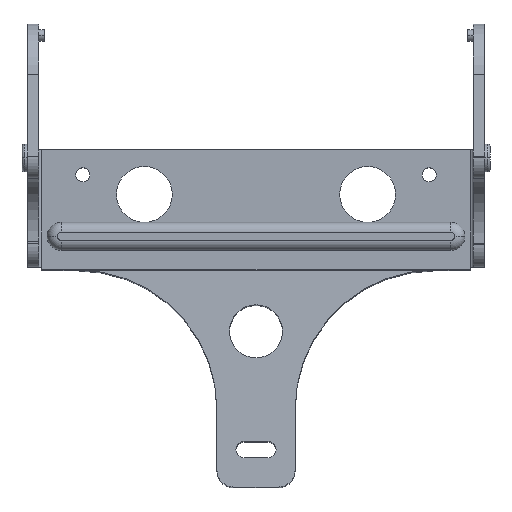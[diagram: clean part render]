
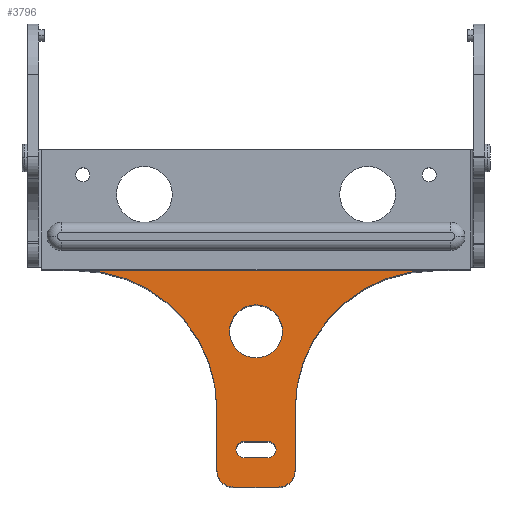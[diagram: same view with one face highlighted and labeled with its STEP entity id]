
A CAD part, top view. The second image highlights one B-rep face of the part: STEP entity #3796.
In plain terms, the highlighted planar face has unit normal (0, 0.077, 0.997).
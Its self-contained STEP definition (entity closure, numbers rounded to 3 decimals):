
#4 = DIRECTION ( 'NONE',  ( 0., 0.077, 0.997 ) ) ;
#7 = VERTEX_POINT ( 'NONE', #3742 ) ;
#18 = ORIENTED_EDGE ( 'NONE', *, *, #1137, .F. ) ;
#37 = EDGE_CURVE ( 'NONE', #2245, #1113, #2110, .T. ) ;
#223 = CARTESIAN_POINT ( 'NONE',  ( -4., -36.394, 4.762 ) ) ;
#233 = CARTESIAN_POINT ( 'NONE',  ( -32., -25.445, 3.919 ) ) ;
#249 = LINE ( 'NONE', #3241, #616 ) ;
#250 = LINE ( 'NONE', #1133, #1461 ) ;
#260 = VECTOR ( 'NONE', #1301, 1000. ) ;
#264 = VERTEX_POINT ( 'NONE', #875 ) ;
#330 = CARTESIAN_POINT ( 'NONE',  ( -2.1, -31.179, 4.361 ) ) ;
#333 = CARTESIAN_POINT ( 'NONE',  ( -38.4, -0.519, 2.001 ) ) ;
#343 = EDGE_CURVE ( 'NONE', #1113, #2245, #2113, .T. ) ;
#368 = VERTEX_POINT ( 'NONE', #3718 ) ;
#393 = VERTEX_POINT ( 'NONE', #3094 ) ;
#514 = CIRCLE ( 'NONE', #1649, 25. ) ;
#534 = CARTESIAN_POINT ( 'NONE',  ( -2.1, -32.674, 4.476 ) ) ;
#571 = DIRECTION ( 'NONE',  ( 1., 0., 0. ) ) ;
#616 = VECTOR ( 'NONE', #3910, 1000. ) ;
#688 = LINE ( 'NONE', #333, #260 ) ;
#700 = CARTESIAN_POINT ( 'NONE',  ( -7., -25.445, 3.919 ) ) ;
#724 = CARTESIAN_POINT ( 'NONE',  ( 0., -11.487, 2.845 ) ) ;
#727 = AXIS2_PLACEMENT_3D ( 'NONE', #1508, #4, #3577 ) ;
#758 = EDGE_CURVE ( 'NONE', #1340, #7, #3562, .T. ) ;
#826 = AXIS2_PLACEMENT_3D ( 'NONE', #1615, #3501, #3804 ) ;
#875 = CARTESIAN_POINT ( 'NONE',  ( 2.1, -34.17, 4.591 ) ) ;
#886 = ORIENTED_EDGE ( 'NONE', *, *, #3897, .T. ) ;
#888 = CARTESIAN_POINT ( 'NONE',  ( 7., -25.445, 3.919 ) ) ;
#903 = CIRCLE ( 'NONE', #2781, 1.5 ) ;
#933 = VERTEX_POINT ( 'NONE', #3767 ) ;
#962 = CIRCLE ( 'NONE', #3179, 25. ) ;
#1092 = EDGE_CURVE ( 'NONE', #1874, #3704, #514, .T. ) ;
#1113 = VERTEX_POINT ( 'NONE', #3264 ) ;
#1115 = VERTEX_POINT ( 'NONE', #2363 ) ;
#1130 = VERTEX_POINT ( 'NONE', #888 ) ;
#1133 = CARTESIAN_POINT ( 'NONE',  ( 7., -45.062, 5.429 ) ) ;
#1137 = EDGE_CURVE ( 'NONE', #1130, #393, #250, .T. ) ;
#1138 = DIRECTION ( 'NONE',  ( 0., 0.077, 0.997 ) ) ;
#1167 = DIRECTION ( 'NONE',  ( 0., 0.997, -0.077 ) ) ;
#1178 = CARTESIAN_POINT ( 'NONE',  ( 2.1, -34.17, 4.591 ) ) ;
#1200 = EDGE_CURVE ( 'NONE', #7, #264, #2675, .T. ) ;
#1286 = VERTEX_POINT ( 'NONE', #3386 ) ;
#1290 = EDGE_CURVE ( 'NONE', #3704, #1115, #688, .T. ) ;
#1291 = ORIENTED_EDGE ( 'NONE', *, *, #2327, .F. ) ;
#1301 = DIRECTION ( 'NONE',  ( 1., 0., 0. ) ) ;
#1340 = VERTEX_POINT ( 'NONE', #1517 ) ;
#1360 = CIRCLE ( 'NONE', #1487, 3. ) ;
#1383 = ORIENTED_EDGE ( 'NONE', *, *, #1409, .F. ) ;
#1398 = DIRECTION ( 'NONE',  ( 0., -0.997, 0.077 ) ) ;
#1409 = EDGE_CURVE ( 'NONE', #1286, #3100, #3747, .T. ) ;
#1461 = VECTOR ( 'NONE', #2655, 1000. ) ;
#1479 = DIRECTION ( 'NONE',  ( 0., 0.077, 0.997 ) ) ;
#1487 = AXIS2_PLACEMENT_3D ( 'NONE', #223, #3275, #2061 ) ;
#1489 = EDGE_LOOP ( 'NONE', ( #2372, #2040, #1383, #2106, #3513 ) ) ;
#1508 = CARTESIAN_POINT ( 'NONE',  ( 0., -11.487, 2.845 ) ) ;
#1511 = EDGE_LOOP ( 'NONE', ( #1852, #2835 ) ) ;
#1517 = CARTESIAN_POINT ( 'NONE',  ( -2.1, -31.179, 4.361 ) ) ;
#1534 = DIRECTION ( 'NONE',  ( -1., 0., 0. ) ) ;
#1544 = AXIS2_PLACEMENT_3D ( 'NONE', #724, #2220, #3441 ) ;
#1548 = VECTOR ( 'NONE', #1534, 1000. ) ;
#1571 = DIRECTION ( 'NONE',  ( 0., -0.997, 0.077 ) ) ;
#1615 = CARTESIAN_POINT ( 'NONE',  ( 2.1, -32.674, 4.476 ) ) ;
#1649 = AXIS2_PLACEMENT_3D ( 'NONE', #233, #3929, #571 ) ;
#1698 = EDGE_CURVE ( 'NONE', #264, #1286, #903, .T. ) ;
#1723 = ORIENTED_EDGE ( 'NONE', *, *, #1290, .F. ) ;
#1743 = AXIS2_PLACEMENT_3D ( 'NONE', #2596, #2141, #1398 ) ;
#1769 = FACE_BOUND ( 'NONE', #1511, .T. ) ;
#1785 = ORIENTED_EDGE ( 'NONE', *, *, #3775, .F. ) ;
#1846 = AXIS2_PLACEMENT_3D ( 'NONE', #534, #1138, #2345 ) ;
#1852 = ORIENTED_EDGE ( 'NONE', *, *, #37, .F. ) ;
#1874 = VERTEX_POINT ( 'NONE', #700 ) ;
#1902 = ORIENTED_EDGE ( 'NONE', *, *, #3178, .F. ) ;
#1933 = DIRECTION ( 'NONE',  ( 0., 0.077, 0.997 ) ) ;
#1970 = CARTESIAN_POINT ( 'NONE',  ( -4., -39.385, 4.992 ) ) ;
#2040 = ORIENTED_EDGE ( 'NONE', *, *, #2994, .F. ) ;
#2061 = DIRECTION ( 'NONE',  ( 0., -0.997, 0.077 ) ) ;
#2106 = ORIENTED_EDGE ( 'NONE', *, *, #1698, .F. ) ;
#2110 = CIRCLE ( 'NONE', #1544, 4.75 ) ;
#2113 = CIRCLE ( 'NONE', #727, 4.75 ) ;
#2141 = DIRECTION ( 'NONE',  ( 0., 0.077, 0.997 ) ) ;
#2144 = EDGE_LOOP ( 'NONE', ( #1902, #2255, #1785, #886, #18, #1291, #1723, #3876 ) ) ;
#2220 = DIRECTION ( 'NONE',  ( 0., 0.077, 0.997 ) ) ;
#2239 = VERTEX_POINT ( 'NONE', #1970 ) ;
#2245 = VERTEX_POINT ( 'NONE', #2562 ) ;
#2255 = ORIENTED_EDGE ( 'NONE', *, *, #3171, .T. ) ;
#2327 = EDGE_CURVE ( 'NONE', #1115, #1130, #962, .T. ) ;
#2340 = FACE_BOUND ( 'NONE', #1489, .T. ) ;
#2345 = DIRECTION ( 'NONE',  ( -1., 0., 0. ) ) ;
#2353 = CARTESIAN_POINT ( 'NONE',  ( -7., -45.062, 5.429 ) ) ;
#2362 = PLANE ( 'NONE',  #1743 ) ;
#2363 = CARTESIAN_POINT ( 'NONE',  ( 32., -0.519, 2.001 ) ) ;
#2372 = ORIENTED_EDGE ( 'NONE', *, *, #758, .F. ) ;
#2403 = VECTOR ( 'NONE', #3611, 1000. ) ;
#2416 = DIRECTION ( 'NONE',  ( 0., 0.077, 0.997 ) ) ;
#2562 = CARTESIAN_POINT ( 'NONE',  ( 4.75, -11.487, 2.845 ) ) ;
#2596 = CARTESIAN_POINT ( 'NONE',  ( 0., -0.347, 1.988 ) ) ;
#2655 = DIRECTION ( 'NONE',  ( 0., -0.997, 0.077 ) ) ;
#2675 = LINE ( 'NONE', #1178, #2403 ) ;
#2747 = VECTOR ( 'NONE', #1167, 1000. ) ;
#2755 = DIRECTION ( 'NONE',  ( 1., 0., 0. ) ) ;
#2781 = AXIS2_PLACEMENT_3D ( 'NONE', #3345, #2416, #2755 ) ;
#2799 = CARTESIAN_POINT ( 'NONE',  ( -32., -0.519, 2.001 ) ) ;
#2835 = ORIENTED_EDGE ( 'NONE', *, *, #343, .F. ) ;
#2879 = AXIS2_PLACEMENT_3D ( 'NONE', #2979, #1479, #1571 ) ;
#2979 = CARTESIAN_POINT ( 'NONE',  ( 4., -36.394, 4.762 ) ) ;
#2994 = EDGE_CURVE ( 'NONE', #3100, #1340, #3325, .T. ) ;
#3094 = CARTESIAN_POINT ( 'NONE',  ( 7., -36.394, 4.762 ) ) ;
#3100 = VERTEX_POINT ( 'NONE', #3419 ) ;
#3171 = EDGE_CURVE ( 'NONE', #933, #2239, #1360, .T. ) ;
#3178 = EDGE_CURVE ( 'NONE', #933, #1874, #3554, .T. ) ;
#3179 = AXIS2_PLACEMENT_3D ( 'NONE', #3749, #1933, #3831 ) ;
#3222 = FACE_OUTER_BOUND ( 'NONE', #2144, .T. ) ;
#3241 = CARTESIAN_POINT ( 'NONE',  ( -38.4, -39.385, 4.992 ) ) ;
#3264 = CARTESIAN_POINT ( 'NONE',  ( -4.75, -11.487, 2.845 ) ) ;
#3275 = DIRECTION ( 'NONE',  ( 0., 0.077, 0.997 ) ) ;
#3325 = LINE ( 'NONE', #330, #1548 ) ;
#3345 = CARTESIAN_POINT ( 'NONE',  ( 2.1, -32.674, 4.476 ) ) ;
#3386 = CARTESIAN_POINT ( 'NONE',  ( 3.6, -32.674, 4.476 ) ) ;
#3419 = CARTESIAN_POINT ( 'NONE',  ( 2.1, -31.179, 4.361 ) ) ;
#3441 = DIRECTION ( 'NONE',  ( 1., 0., 0. ) ) ;
#3501 = DIRECTION ( 'NONE',  ( 0., 0.077, 0.997 ) ) ;
#3513 = ORIENTED_EDGE ( 'NONE', *, *, #1200, .F. ) ;
#3554 = LINE ( 'NONE', #2353, #2747 ) ;
#3562 = CIRCLE ( 'NONE', #1846, 1.5 ) ;
#3577 = DIRECTION ( 'NONE',  ( 1., 0., 0. ) ) ;
#3594 = CIRCLE ( 'NONE', #2879, 3. ) ;
#3611 = DIRECTION ( 'NONE',  ( 1., 0., 0. ) ) ;
#3704 = VERTEX_POINT ( 'NONE', #2799 ) ;
#3718 = CARTESIAN_POINT ( 'NONE',  ( 4., -39.385, 4.992 ) ) ;
#3742 = CARTESIAN_POINT ( 'NONE',  ( -2.1, -34.17, 4.591 ) ) ;
#3747 = CIRCLE ( 'NONE', #826, 1.5 ) ;
#3749 = CARTESIAN_POINT ( 'NONE',  ( 32., -25.445, 3.919 ) ) ;
#3767 = CARTESIAN_POINT ( 'NONE',  ( -7., -36.394, 4.762 ) ) ;
#3775 = EDGE_CURVE ( 'NONE', #368, #2239, #249, .T. ) ;
#3796 = ADVANCED_FACE ( 'NONE', ( #2340, #1769, #3222 ), #2362, .T. ) ;
#3804 = DIRECTION ( 'NONE',  ( 1., 0., 0. ) ) ;
#3831 = DIRECTION ( 'NONE',  ( -1., 0., 0. ) ) ;
#3876 = ORIENTED_EDGE ( 'NONE', *, *, #1092, .F. ) ;
#3897 = EDGE_CURVE ( 'NONE', #368, #393, #3594, .T. ) ;
#3910 = DIRECTION ( 'NONE',  ( -1., 0., 0. ) ) ;
#3929 = DIRECTION ( 'NONE',  ( 0., 0.077, 0.997 ) ) ;
